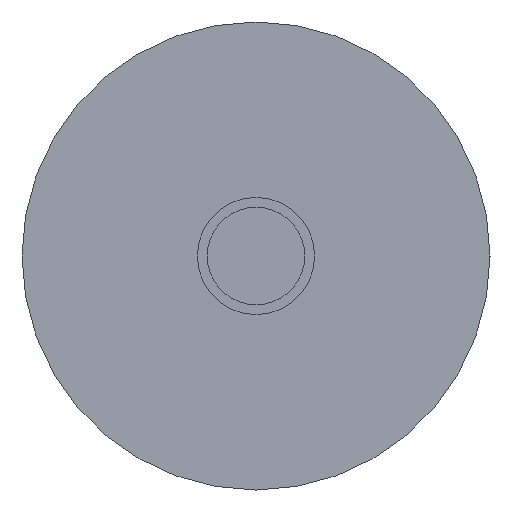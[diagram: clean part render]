
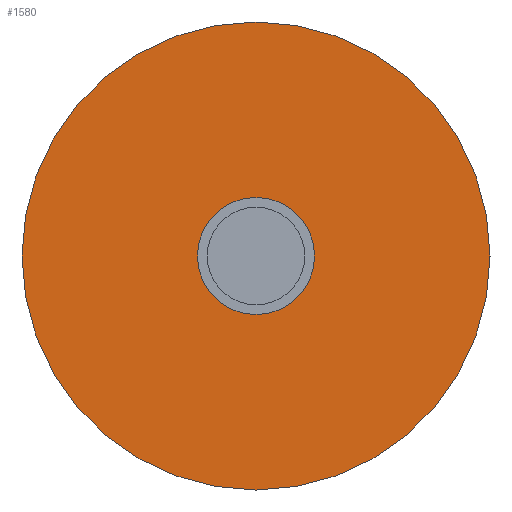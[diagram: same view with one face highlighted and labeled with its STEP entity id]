
A CAD part, left-side view. The second image highlights one B-rep face of the part: STEP entity #1580.
In plain terms, the highlighted face is planar.
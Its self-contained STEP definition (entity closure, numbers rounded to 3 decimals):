
#1100=CARTESIAN_POINT('',(75.74,40.433,0.));
#1110=VERTEX_POINT('',#1100);
#1140=CARTESIAN_POINT('',(75.74,46.433,0.));
#1150=DIRECTION('',(-1.,0.,0.));
#1160=DIRECTION('',(0.,1.,0.));
#1170=AXIS2_PLACEMENT_3D('',#1140,#1150,#1160);
#1180=CIRCLE('',#1170,6.);
#1190=CARTESIAN_POINT('',(75.74,52.433,0.));
#1200=VERTEX_POINT('',#1190);
#1210=EDGE_CURVE('',#1110,#1200,#1180,.T.);
#1330=CARTESIAN_POINT('',(75.74,28.433,0.));
#1340=DIRECTION('',(-1.,0.,0.));
#1350=DIRECTION('',(0.,1.,0.));
#1360=AXIS2_PLACEMENT_3D('',#1330,#1340,#1350);
#1370=PLANE('',#1360);
#1380=EDGE_CURVE('',#1200,#1110,#1180,.T.);
#1390=ORIENTED_EDGE('',*,*,#1380,.T.);
#1400=ORIENTED_EDGE('',*,*,#1210,.T.);
#1410=EDGE_LOOP('',(#1400,#1390));
#1420=FACE_BOUND('',#1410,.T.);
#1430=CARTESIAN_POINT('',(75.74,46.433,0.));
#1440=DIRECTION('',(1.,0.,0.));
#1450=DIRECTION('',(0.,-1.,0.));
#1460=AXIS2_PLACEMENT_3D('',#1430,#1440,#1450);
#1470=CIRCLE('',#1460,24.);
#1480=CARTESIAN_POINT('',(75.74,22.433,0.));
#1490=VERTEX_POINT('',#1480);
#1500=CARTESIAN_POINT('',(75.74,70.433,0.));
#1510=VERTEX_POINT('',#1500);
#1520=EDGE_CURVE('',#1490,#1510,#1470,.T.);
#1530=ORIENTED_EDGE('',*,*,#1520,.T.);
#1540=EDGE_CURVE('',#1510,#1490,#1470,.T.);
#1550=ORIENTED_EDGE('',*,*,#1540,.T.);
#1560=EDGE_LOOP('',(#1550,#1530));
#1570=FACE_OUTER_BOUND('',#1560,.T.);
#1580=ADVANCED_FACE('',(#1420,#1570),#1370,.F.);
